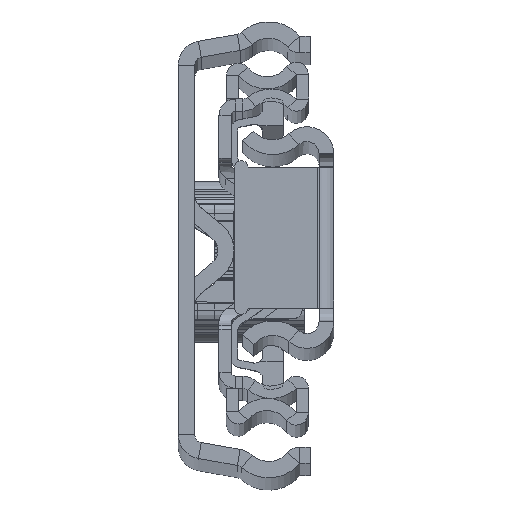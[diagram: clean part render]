
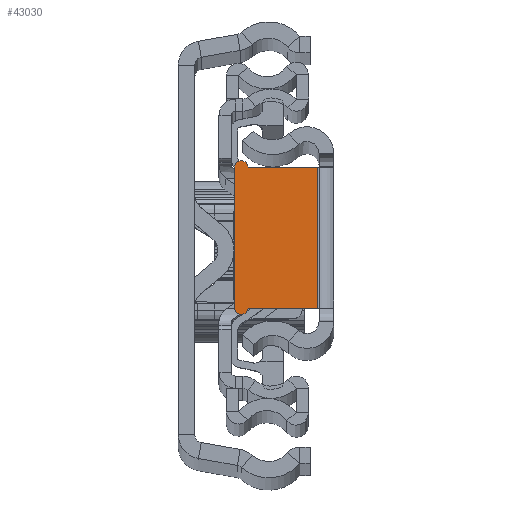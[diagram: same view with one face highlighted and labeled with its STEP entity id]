
A CAD part, top view. The second image highlights one B-rep face of the part: STEP entity #43030.
In plain terms, the highlighted planar face has unit normal (0, 0, 1).
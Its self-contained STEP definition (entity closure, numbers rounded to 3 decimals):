
#511 = LINE ( 'NONE', #33421, #30136 ) ;
#1614 = CARTESIAN_POINT ( 'NONE',  ( -11.35, 8.65, 0. ) ) ;
#2519 = DIRECTION ( 'NONE',  ( 0., 0., 1. ) ) ;
#2775 = CARTESIAN_POINT ( 'NONE',  ( -2., 8.65, 0. ) ) ;
#3399 = CARTESIAN_POINT ( 'NONE',  ( -2., -8.65, 0. ) ) ;
#4808 = VERTEX_POINT ( 'NONE', #42242 ) ;
#5448 = AXIS2_PLACEMENT_3D ( 'NONE', #42674, #2519, #14372 ) ;
#8224 = AXIS2_PLACEMENT_3D ( 'NONE', #23415, #39866, #27988 ) ;
#11004 = FACE_OUTER_BOUND ( 'NONE', #22771, .T. ) ;
#12583 = DIRECTION ( 'NONE',  ( 0., 1., 0. ) ) ;
#14372 = DIRECTION ( 'NONE',  ( -1., 0., 0. ) ) ;
#15926 = CARTESIAN_POINT ( 'NONE',  ( -12.2, -8.65, 0. ) ) ;
#16037 = EDGE_CURVE ( 'NONE', #52979, #4808, #41788, .T. ) ;
#16125 = EDGE_CURVE ( 'NONE', #35023, #47447, #50393, .T. ) ;
#16143 = CARTESIAN_POINT ( 'NONE',  ( -12.2, 8.65, 0. ) ) ;
#16264 = ORIENTED_EDGE ( 'NONE', *, *, #16037, .F. ) ;
#16576 = VECTOR ( 'NONE', #26384, 1000. ) ;
#16634 = LINE ( 'NONE', #24154, #39408 ) ;
#17005 = EDGE_CURVE ( 'NONE', #44816, #4808, #28679, .T. ) ;
#17873 = ORIENTED_EDGE ( 'NONE', *, *, #46757, .T. ) ;
#18055 = DIRECTION ( 'NONE',  ( 0., 0., 1. ) ) ;
#18961 = EDGE_CURVE ( 'NONE', #35023, #35102, #50790, .T. ) ;
#18993 = AXIS2_PLACEMENT_3D ( 'NONE', #1614, #18055, #50917 ) ;
#19448 = ORIENTED_EDGE ( 'NONE', *, *, #17005, .T. ) ;
#22567 = ORIENTED_EDGE ( 'NONE', *, *, #37295, .F. ) ;
#22771 = EDGE_LOOP ( 'NONE', ( #22567, #19448, #16264, #17873, #33523, #35302 ) ) ;
#23415 = CARTESIAN_POINT ( 'NONE',  ( 0., 0., 0. ) ) ;
#24154 = CARTESIAN_POINT ( 'NONE',  ( -2., 0., 0. ) ) ;
#26384 = DIRECTION ( 'NONE',  ( 1., 0., 0. ) ) ;
#27437 = PLANE ( 'NONE',  #8224 ) ;
#27988 = DIRECTION ( 'NONE',  ( 1., 0., 0. ) ) ;
#28679 = CIRCLE ( 'NONE', #5448, 0.85 ) ;
#30136 = VECTOR ( 'NONE', #41758, 1000. ) ;
#33421 = CARTESIAN_POINT ( 'NONE',  ( -12.2, 8.65, 0. ) ) ;
#33523 = ORIENTED_EDGE ( 'NONE', *, *, #16125, .F. ) ;
#33590 = CARTESIAN_POINT ( 'NONE',  ( -12.2, -8.65, 0. ) ) ;
#34232 = CARTESIAN_POINT ( 'NONE',  ( -1.8, 8.65, 0. ) ) ;
#35023 = VERTEX_POINT ( 'NONE', #35842 ) ;
#35102 = VERTEX_POINT ( 'NONE', #16143 ) ;
#35302 = ORIENTED_EDGE ( 'NONE', *, *, #18961, .T. ) ;
#35842 = CARTESIAN_POINT ( 'NONE',  ( -10.5, 8.65, 0. ) ) ;
#37295 = EDGE_CURVE ( 'NONE', #44816, #35102, #511, .T. ) ;
#39408 = VECTOR ( 'NONE', #12583, 1000. ) ;
#39866 = DIRECTION ( 'NONE',  ( 0., 0., 1. ) ) ;
#41758 = DIRECTION ( 'NONE',  ( 0., 1., 0. ) ) ;
#41788 = LINE ( 'NONE', #15926, #47518 ) ;
#42242 = CARTESIAN_POINT ( 'NONE',  ( -10.5, -8.65, 0. ) ) ;
#42674 = CARTESIAN_POINT ( 'NONE',  ( -11.35, -8.65, 0. ) ) ;
#43030 = ADVANCED_FACE ( 'NONE', ( #11004 ), #27437, .T. ) ;
#44816 = VERTEX_POINT ( 'NONE', #33590 ) ;
#45831 = DIRECTION ( 'NONE',  ( -1., 0., 0. ) ) ;
#46757 = EDGE_CURVE ( 'NONE', #52979, #47447, #16634, .T. ) ;
#47447 = VERTEX_POINT ( 'NONE', #2775 ) ;
#47518 = VECTOR ( 'NONE', #45831, 1000. ) ;
#50393 = LINE ( 'NONE', #34232, #16576 ) ;
#50790 = CIRCLE ( 'NONE', #18993, 0.85 ) ;
#50917 = DIRECTION ( 'NONE',  ( 1., 0., 0. ) ) ;
#52979 = VERTEX_POINT ( 'NONE', #3399 ) ;
